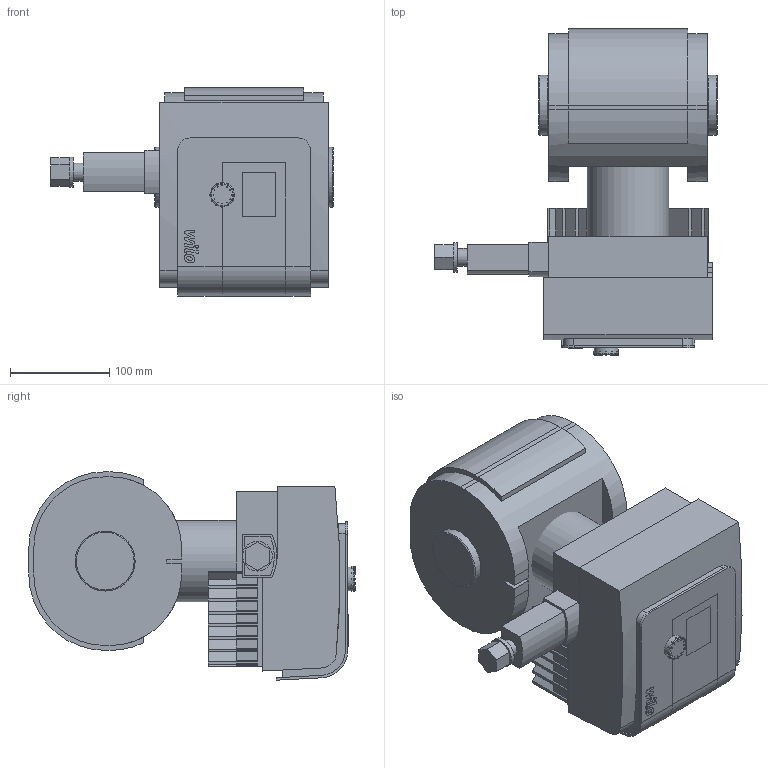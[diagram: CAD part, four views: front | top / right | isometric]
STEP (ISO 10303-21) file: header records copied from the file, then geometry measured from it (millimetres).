
FILE_DESCRIPTION(/* description */ (''),/* implementation_level */ '2;1');
FILE_NAME(/* name */ '3d_StratosMAXO30_0_5-4PN10-2164572.stp',/* time_stamp */ '2018-03-20T12:50:25+01:00',/* author */ ('Andrzej'),/* organization */ (''),/* preprocessor_version */ 'ST-DEVELOPER v16.13',/* originating_system */ 'AutoCAD Mechanical',/* authorisation */ '');
FILE_SCHEMA (('AUTOMOTIVE_DESIGN { 1 0 10303 214 3 1 1 }'));
Length unit declared in the file: millimetre
Products named in the file (1): Product
Bounding box: 285 x 329 x 210 mm (x, y, z)
Volume: 7780549.2 mm3; surface area: 578688.9 mm2
Topology: 14 solids, 14 shells, 680 faces, 1764 edges, 1095 vertices
Faces by surface type: plane 379, cylinder 189, sphere 48, torus 40, bspline 24
Full cylindrical faces by diameter (mm): 10 x4, 18 x1, 24 x1, 30 x1, 42.4 x1, 60.3 x2, 82 x1
Entity records: 20636 total; most frequent: CARTESIAN_POINT 4071, ORIENTED_EDGE 3430, DIRECTION 3420, EDGE_CURVE 1715, LINE 1176, VECTOR 1176, AXIS2_PLACEMENT_3D 1122, VERTEX_POINT 1093
